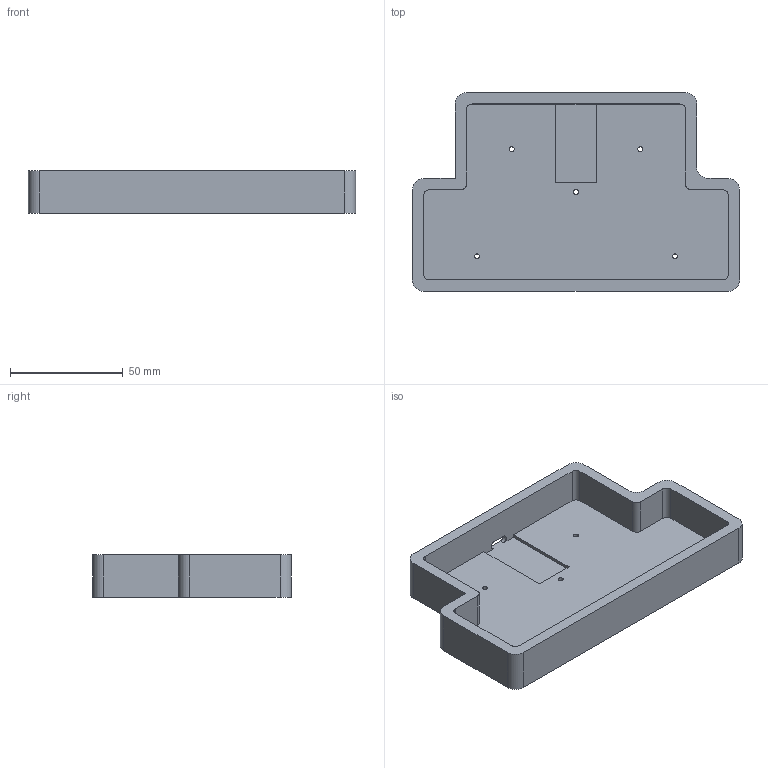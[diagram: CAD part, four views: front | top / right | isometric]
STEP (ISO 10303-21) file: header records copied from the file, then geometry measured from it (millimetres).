
FILE_DESCRIPTION(('HOOPS Exchange Step'),'2;1');
FILE_NAME('temp_export','2025-04-22T10:38:35-04:00',('jscotto'),('Shapr3D Limited'),'HOOPS Exchange 2024.8','Shapr3D','Authorized');
FILE_SCHEMA( ('AP242_MANAGED_MODEL_BASED_3D_ENGINEERING_MIM_LF {1 0 10303 442 1 1 4}') );
Length unit declared in the file: millimetre
Products named in the file (1): Case (RP2040 Pro Micro) - CNC
Bounding box: 145.35 x 88.2 x 19 mm (x, y, z)
Volume: 68084.6 mm3; surface area: 38175.4 mm2
Topology: 1 solids, 1 shells, 57 faces, 175 edges, 120 vertices
Faces by surface type: plane 26, cylinder 26, cone 5
Full cylindrical faces by diameter (mm): 2.2 x5
Entity records: 2061 total; most frequent: DIRECTION 365, CARTESIAN_POINT 354, ORIENTED_EDGE 350, EDGE_CURVE 175, AXIS2_PLACEMENT_3D 131, VERTEX_POINT 120, VECTOR 103, LINE 103
